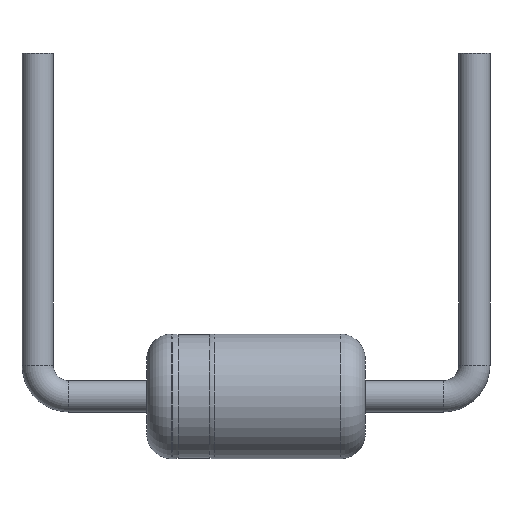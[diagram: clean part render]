
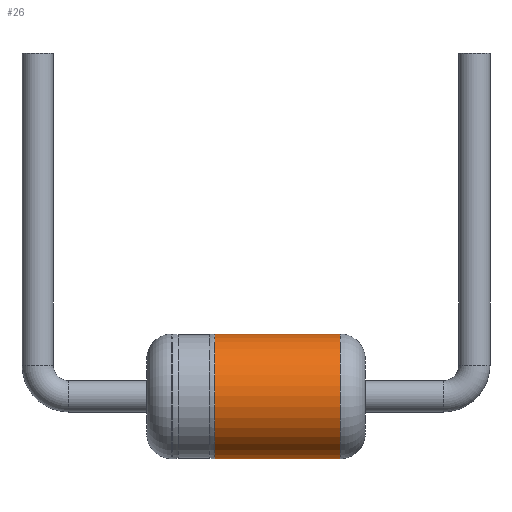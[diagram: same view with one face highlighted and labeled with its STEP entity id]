
A CAD part, front view. The second image highlights one B-rep face of the part: STEP entity #26.
In plain terms, the highlighted cylindrical face has radius 1 mm (diameter 2 mm), a partial arc.
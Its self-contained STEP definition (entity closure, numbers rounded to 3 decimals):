
#26 = ADVANCED_FACE ( 'NONE', ( #294 ), #330, .T. ) ;
#29 = ORIENTED_EDGE ( 'NONE', *, *, #32, .T. ) ;
#30 = ORIENTED_EDGE ( 'NONE', *, *, #112, .T. ) ;
#32 = EDGE_CURVE ( 'NONE', #178, #146, #275, .T. ) ;
#33 = ORIENTED_EDGE ( 'NONE', *, *, #211, .T. ) ;
#95 = VERTEX_POINT ( 'NONE', #478 ) ;
#98 = VERTEX_POINT ( 'NONE', #524 ) ;
#112 = EDGE_CURVE ( 'NONE', #95, #178, #506, .T. ) ;
#146 = VERTEX_POINT ( 'NONE', #553 ) ;
#178 = VERTEX_POINT ( 'NONE', #788 ) ;
#186 = EDGE_CURVE ( 'NONE', #98, #146, #807, .T. ) ;
#208 = EDGE_LOOP ( 'NONE', ( #209, #33, #30, #29 ) ) ;
#209 = ORIENTED_EDGE ( 'NONE', *, *, #186, .F. ) ;
#211 = EDGE_CURVE ( 'NONE', #98, #95, #859, .T. ) ;
#271 = DIRECTION ( 'NONE',  ( 0., 0., 1. ) ) ;
#272 = DIRECTION ( 'NONE',  ( 1., 0., 0. ) ) ;
#273 = CARTESIAN_POINT ( 'NONE',  ( -0.661, 0., 0. ) ) ;
#274 = AXIS2_PLACEMENT_3D ( 'NONE', #273, #272, #271 ) ;
#275 = CIRCLE ( 'NONE', #274, 1. ) ;
#276 = DIRECTION ( 'NONE',  ( 0., 0., 1. ) ) ;
#279 = DIRECTION ( 'NONE',  ( -1., 0., 0. ) ) ;
#280 = CARTESIAN_POINT ( 'NONE',  ( -1.75, 0., 0. ) ) ;
#294 = FACE_OUTER_BOUND ( 'NONE', #208, .T. ) ;
#330 = CYLINDRICAL_SURFACE ( 'NONE', #431, 1. ) ;
#431 = AXIS2_PLACEMENT_3D ( 'NONE', #280, #279, #276 ) ;
#478 = CARTESIAN_POINT ( 'NONE',  ( 1.35, 0., 1. ) ) ;
#503 = DIRECTION ( 'NONE',  ( -1., 0., 0. ) ) ;
#504 = VECTOR ( 'NONE', #503, 1000. ) ;
#505 = CARTESIAN_POINT ( 'NONE',  ( -1.75, 0., 1. ) ) ;
#506 = LINE ( 'NONE', #505, #504 ) ;
#524 = CARTESIAN_POINT ( 'NONE',  ( 1.35, 0., -1. ) ) ;
#553 = CARTESIAN_POINT ( 'NONE',  ( -0.661, 0., -1. ) ) ;
#788 = CARTESIAN_POINT ( 'NONE',  ( -0.661, 0., 1. ) ) ;
#803 = DIRECTION ( 'NONE',  ( -1., 0., 0. ) ) ;
#804 = VECTOR ( 'NONE', #803, 1000. ) ;
#806 = CARTESIAN_POINT ( 'NONE',  ( -1.75, 0., -1. ) ) ;
#807 = LINE ( 'NONE', #806, #804 ) ;
#855 = DIRECTION ( 'NONE',  ( 0., 0., -1. ) ) ;
#856 = DIRECTION ( 'NONE',  ( -1., 0., 0. ) ) ;
#857 = CARTESIAN_POINT ( 'NONE',  ( 1.35, 0., 0. ) ) ;
#858 = AXIS2_PLACEMENT_3D ( 'NONE', #857, #856, #855 ) ;
#859 = CIRCLE ( 'NONE', #858, 1. ) ;
